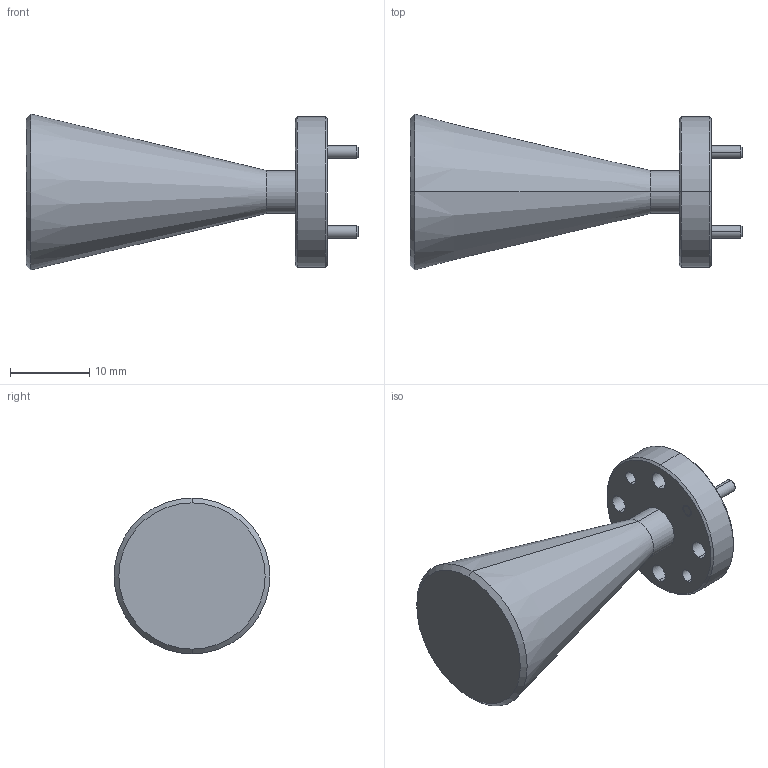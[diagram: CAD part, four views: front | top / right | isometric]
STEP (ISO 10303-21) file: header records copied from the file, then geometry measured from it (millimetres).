
FILE_DESCRIPTION (( 'STEP AP203' ), '1' );
FILE_NAME ('AC-CF2-082-A.STEP', '2022-03-10T20:13:21', ( '' ), ( '' ), 'SwSTEP 2.0', 'SolidWorks 2021', '' );
FILE_SCHEMA (( 'CONFIG_CONTROL_DESIGN' ));
Length unit declared in the file: inch
Products named in the file (1): AC-CF2-082-A
Bounding box: 41.97 x 19.72 x 19.72 mm (x, y, z)
Volume: 5345.3 mm3; surface area: 2634.5 mm2
Topology: 3 solids, 3 shells, 78 faces, 180 edges, 112 vertices
Faces by surface type: cylinder 40, cone 24, plane 14
Entity records: 2351 total; most frequent: DIRECTION 450, CARTESIAN_POINT 371, ORIENTED_EDGE 360, AXIS2_PLACEMENT_3D 191, EDGE_CURVE 180, VERTEX_POINT 112, CIRCLE 112, EDGE_LOOP 98
